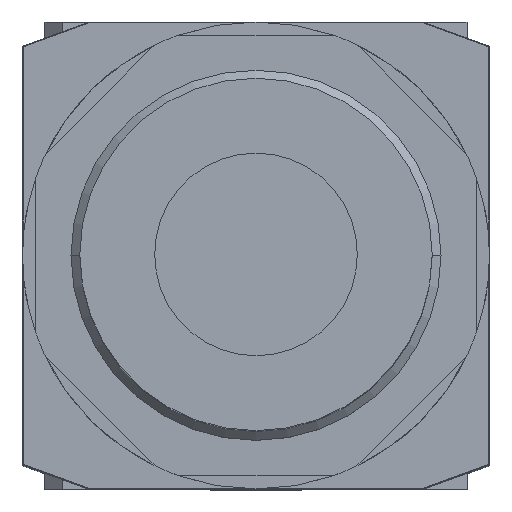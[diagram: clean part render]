
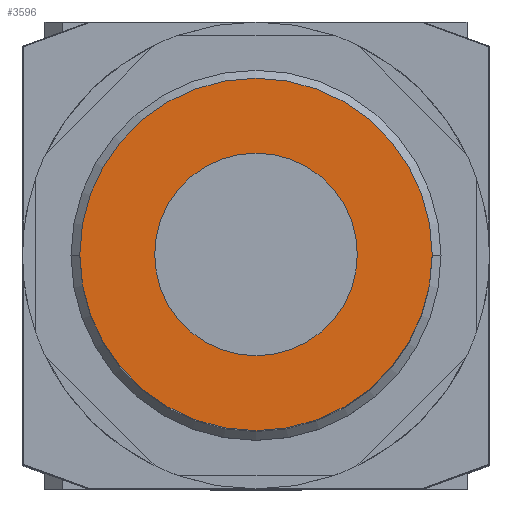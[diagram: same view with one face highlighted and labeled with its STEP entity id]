
A CAD part, top view. The second image highlights one B-rep face of the part: STEP entity #3596.
In plain terms, the highlighted planar face has unit normal (0, 0, 1).
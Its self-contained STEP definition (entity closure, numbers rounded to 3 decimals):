
#2292=CARTESIAN_POINT('',(20.0,0.0,127.2));
#2293=VERTEX_POINT('',#2292);
#2309=CARTESIAN_POINT('',(-20.0,0.,127.2));
#2310=VERTEX_POINT('',#2309);
#2317=CARTESIAN_POINT('',(0.0,0.0,127.2));
#2318=DIRECTION('',(0.0,0.0,1.0));
#2319=DIRECTION('',(1.0,0.0,0.0));
#2320=AXIS2_PLACEMENT_3D('',#2317,#2318,#2319);
#2321=CIRCLE('',#2320,20.0);
#2322=EDGE_CURVE('',#2293,#2310,#2321,.T.);
#2332=CARTESIAN_POINT('',(11.5,0.0,127.2));
#2333=VERTEX_POINT('',#2332);
#2342=CARTESIAN_POINT('',(-11.5,0.,127.2));
#2343=VERTEX_POINT('',#2342);
#2344=CARTESIAN_POINT('',(0.0,0.0,127.2));
#2345=DIRECTION('',(0.0,0.0,1.0));
#2346=DIRECTION('',(1.0,0.0,0.0));
#2347=AXIS2_PLACEMENT_3D('',#2344,#2345,#2346);
#2348=CIRCLE('',#2347,11.5);
#2349=EDGE_CURVE('',#2333,#2343,#2348,.T.);
#3567=CARTESIAN_POINT('',(0.0,0.0,127.2));
#3568=DIRECTION('',(0.0,0.0,1.0));
#3569=DIRECTION('',(1.0,0.0,0.0));
#3570=AXIS2_PLACEMENT_3D('',#3567,#3568,#3569);
#3571=CIRCLE('',#3570,11.5);
#3572=EDGE_CURVE('',#2343,#2333,#3571,.T.);
#3577=CARTESIAN_POINT('',(15.75,0.0,127.2));
#3578=DIRECTION('',(0.0,0.0,1.0));
#3579=DIRECTION('',(1.0,0.0,0.0));
#3580=AXIS2_PLACEMENT_3D('',#3577,#3578,#3579);
#3581=PLANE('',#3580);
#3582=ORIENTED_EDGE('',*,*,#2322,.T.);
#3583=CARTESIAN_POINT('',(0.0,0.0,127.2));
#3584=DIRECTION('',(0.0,0.0,1.0));
#3585=DIRECTION('',(1.0,0.0,0.0));
#3586=AXIS2_PLACEMENT_3D('',#3583,#3584,#3585);
#3587=CIRCLE('',#3586,20.0);
#3588=EDGE_CURVE('',#2310,#2293,#3587,.T.);
#3589=ORIENTED_EDGE('',*,*,#3588,.T.);
#3590=EDGE_LOOP('',(#3582,#3589));
#3591=FACE_OUTER_BOUND('',#3590,.T.);
#3592=ORIENTED_EDGE('',*,*,#2349,.F.);
#3593=ORIENTED_EDGE('',*,*,#3572,.F.);
#3594=EDGE_LOOP('',(#3592,#3593));
#3595=FACE_BOUND('',#3594,.T.);
#3596=ADVANCED_FACE('',(#3591,#3595),#3581,.T.);
